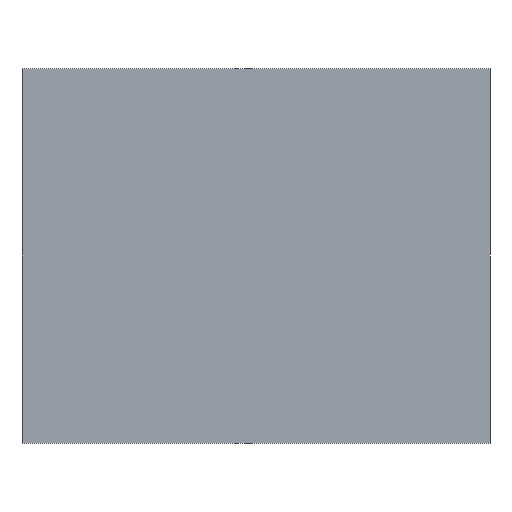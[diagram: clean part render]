
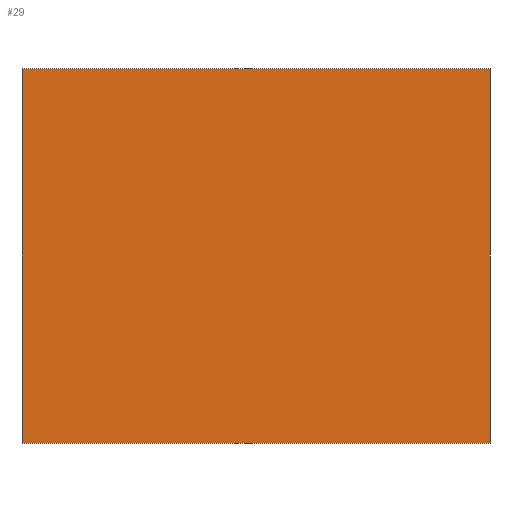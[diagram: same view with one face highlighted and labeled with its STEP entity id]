
A CAD part, front view. The second image highlights one B-rep face of the part: STEP entity #29.
In plain terms, the highlighted planar face has unit normal (0, -1, 0).
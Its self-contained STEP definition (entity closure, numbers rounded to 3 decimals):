
#2 = CARTESIAN_POINT ( 'NONE',  ( -762., 0., -609.6 ) ) ;
#3 = LINE ( 'NONE', #7, #211 ) ;
#7 = CARTESIAN_POINT ( 'NONE',  ( 762., 0., 609.6 ) ) ;
#23 = DIRECTION ( 'NONE',  ( 0., 0., 1. ) ) ;
#29 = ADVANCED_FACE ( 'NONE', ( #156 ), #85, .T. ) ;
#31 = VERTEX_POINT ( 'NONE', #228 ) ;
#37 = CARTESIAN_POINT ( 'NONE',  ( 762., 0., -609.6 ) ) ;
#42 = CARTESIAN_POINT ( 'NONE',  ( -762., 0., 609.6 ) ) ;
#46 = LINE ( 'NONE', #42, #78 ) ;
#52 = ORIENTED_EDGE ( 'NONE', *, *, #144, .F. ) ;
#55 = LINE ( 'NONE', #2, #84 ) ;
#58 = CARTESIAN_POINT ( 'NONE',  ( -762., 0., 609.6 ) ) ;
#63 = CARTESIAN_POINT ( 'NONE',  ( 762., 0., 609.6 ) ) ;
#65 = EDGE_LOOP ( 'NONE', ( #167, #52, #80, #171 ) ) ;
#68 = CARTESIAN_POINT ( 'NONE',  ( 0., 0., 0. ) ) ;
#76 = EDGE_CURVE ( 'NONE', #122, #31, #55, .T. ) ;
#78 = VECTOR ( 'NONE', #23, 1000. ) ;
#80 = ORIENTED_EDGE ( 'NONE', *, *, #190, .F. ) ;
#84 = VECTOR ( 'NONE', #111, 1000. ) ;
#85 = PLANE ( 'NONE',  #186 ) ;
#91 = LINE ( 'NONE', #58, #178 ) ;
#111 = DIRECTION ( 'NONE',  ( -1., 0., 0. ) ) ;
#122 = VERTEX_POINT ( 'NONE', #37 ) ;
#125 = DIRECTION ( 'NONE',  ( 0., 0., -1. ) ) ;
#130 = DIRECTION ( 'NONE',  ( 1., 0., 0. ) ) ;
#136 = DIRECTION ( 'NONE',  ( 0., -1., 0. ) ) ;
#144 = EDGE_CURVE ( 'NONE', #175, #164, #91, .T. ) ;
#149 = DIRECTION ( 'NONE',  ( 0., 0., -1. ) ) ;
#156 = FACE_OUTER_BOUND ( 'NONE', #65, .T. ) ;
#164 = VERTEX_POINT ( 'NONE', #63 ) ;
#167 = ORIENTED_EDGE ( 'NONE', *, *, #184, .F. ) ;
#171 = ORIENTED_EDGE ( 'NONE', *, *, #76, .F. ) ;
#175 = VERTEX_POINT ( 'NONE', #187 ) ;
#178 = VECTOR ( 'NONE', #130, 1000. ) ;
#184 = EDGE_CURVE ( 'NONE', #164, #122, #3, .T. ) ;
#186 = AXIS2_PLACEMENT_3D ( 'NONE', #68, #136, #125 ) ;
#187 = CARTESIAN_POINT ( 'NONE',  ( -762., 0., 609.6 ) ) ;
#190 = EDGE_CURVE ( 'NONE', #31, #175, #46, .T. ) ;
#211 = VECTOR ( 'NONE', #149, 1000. ) ;
#228 = CARTESIAN_POINT ( 'NONE',  ( -762., 0., -609.6 ) ) ;
